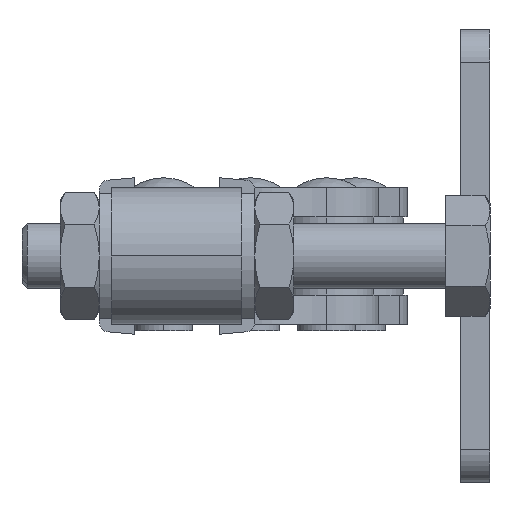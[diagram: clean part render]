
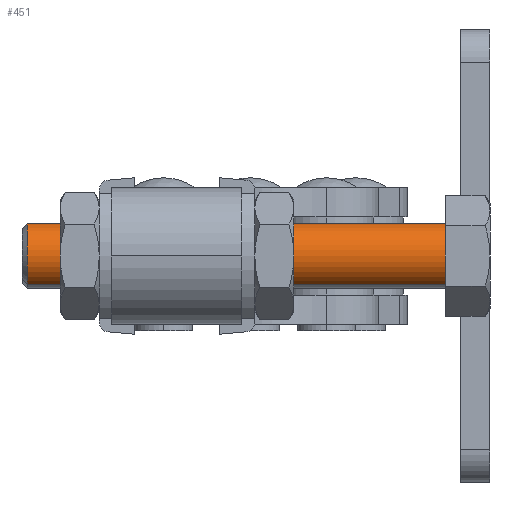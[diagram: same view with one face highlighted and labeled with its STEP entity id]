
A CAD part, left-side view. The second image highlights one B-rep face of the part: STEP entity #451.
In plain terms, the highlighted cylindrical face has radius 5 mm (diameter 10 mm), a partial arc.
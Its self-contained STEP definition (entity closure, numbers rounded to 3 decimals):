
#124 = CARTESIAN_POINT ( 'NONE',  ( -120.764, 6.85, -1.5 ) ) ;
#451 = ADVANCED_FACE ( 'NONE', ( #9167 ), #4824, .T. ) ;
#565 = ORIENTED_EDGE ( 'NONE', *, *, #4815, .F. ) ;
#603 = DIRECTION ( 'NONE',  ( 0., -1., 0. ) ) ;
#685 = AXIS2_PLACEMENT_3D ( 'NONE', #5162, #603, #5946 ) ;
#858 = VERTEX_POINT ( 'NONE', #8456 ) ;
#908 = DIRECTION ( 'NONE',  ( -0.5, 0., -0.866 ) ) ;
#1849 = CIRCLE ( 'NONE', #685, 5. ) ;
#1932 = VERTEX_POINT ( 'NONE', #3378 ) ;
#1954 = CARTESIAN_POINT ( 'NONE',  ( -120.764, 0., -1.5 ) ) ;
#2385 = DIRECTION ( 'NONE',  ( 0., -1., 0. ) ) ;
#2397 = EDGE_LOOP ( 'NONE', ( #9079, #9470, #7886, #565 ) ) ;
#2399 = CARTESIAN_POINT ( 'NONE',  ( -118.264, 71.022, 2.83 ) ) ;
#2453 = DIRECTION ( 'NONE',  ( 0.5, 0., 0.866 ) ) ;
#2480 = LINE ( 'NONE', #8827, #6313 ) ;
#2607 = CIRCLE ( 'NONE', #7958, 5. ) ;
#3378 = CARTESIAN_POINT ( 'NONE',  ( -118.264, 6.85, 2.83 ) ) ;
#4091 = EDGE_CURVE ( 'NONE', #8439, #9597, #1849, .T. ) ;
#4192 = DIRECTION ( 'NONE',  ( 0., -1., 0. ) ) ;
#4671 = AXIS2_PLACEMENT_3D ( 'NONE', #1954, #2385, #2453 ) ;
#4711 = DIRECTION ( 'NONE',  ( 0., -1., 0. ) ) ;
#4815 = EDGE_CURVE ( 'NONE', #8439, #1932, #7819, .T. ) ;
#4824 = CYLINDRICAL_SURFACE ( 'NONE', #4671, 5. ) ;
#5162 = CARTESIAN_POINT ( 'NONE',  ( -120.764, 71.022, -1.5 ) ) ;
#5476 = DIRECTION ( 'NONE',  ( 0., -1., 0. ) ) ;
#5753 = VECTOR ( 'NONE', #4711, 1000. ) ;
#5946 = DIRECTION ( 'NONE',  ( 0.5, 0., 0.866 ) ) ;
#6313 = VECTOR ( 'NONE', #4192, 1000. ) ;
#6776 = EDGE_CURVE ( 'NONE', #1932, #858, #2607, .T. ) ;
#7819 = LINE ( 'NONE', #8390, #5753 ) ;
#7886 = ORIENTED_EDGE ( 'NONE', *, *, #6776, .F. ) ;
#7958 = AXIS2_PLACEMENT_3D ( 'NONE', #124, #5476, #908 ) ;
#8390 = CARTESIAN_POINT ( 'NONE',  ( -118.264, 0., 2.83 ) ) ;
#8439 = VERTEX_POINT ( 'NONE', #2399 ) ;
#8456 = CARTESIAN_POINT ( 'NONE',  ( -123.264, 6.85, -5.83 ) ) ;
#8475 = CARTESIAN_POINT ( 'NONE',  ( -123.264, 71.022, -5.83 ) ) ;
#8827 = CARTESIAN_POINT ( 'NONE',  ( -123.264, 0., -5.83 ) ) ;
#9079 = ORIENTED_EDGE ( 'NONE', *, *, #4091, .T. ) ;
#9167 = FACE_OUTER_BOUND ( 'NONE', #2397, .T. ) ;
#9204 = EDGE_CURVE ( 'NONE', #9597, #858, #2480, .T. ) ;
#9470 = ORIENTED_EDGE ( 'NONE', *, *, #9204, .T. ) ;
#9597 = VERTEX_POINT ( 'NONE', #8475 ) ;
